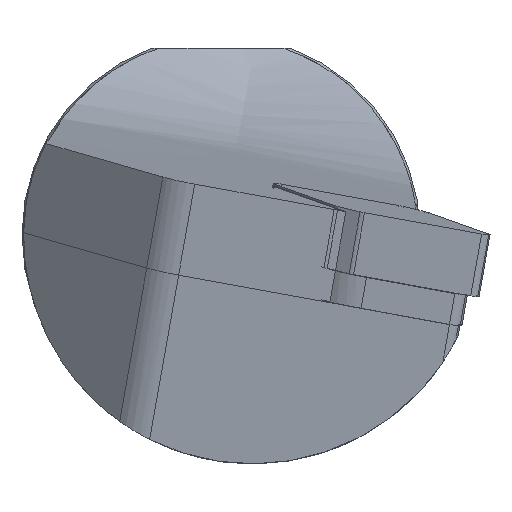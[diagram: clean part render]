
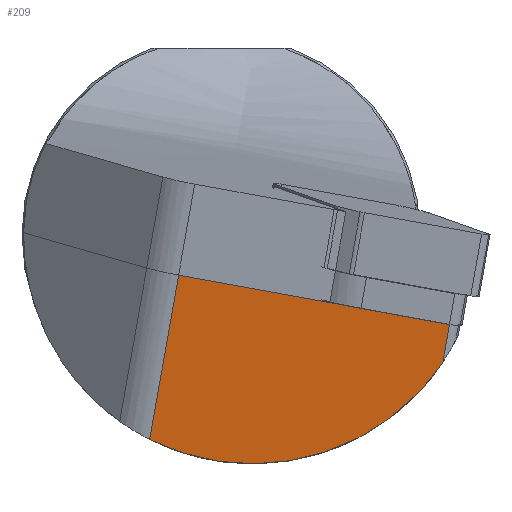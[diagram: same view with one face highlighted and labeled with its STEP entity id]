
A CAD part, left-side view. The second image highlights one B-rep face of the part: STEP entity #209.
In plain terms, the highlighted planar face has unit normal (-0.993, 0.069, -0.094).
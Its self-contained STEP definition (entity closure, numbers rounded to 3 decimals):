
#200=ELLIPSE('',#1147,23.158,23.);
#209=ADVANCED_FACE('',(#295),#264,.F.);
#264=PLANE('',#1152);
#295=FACE_OUTER_BOUND('',#352,.T.);
#352=EDGE_LOOP('',(#575,#576,#577,#578,#579,#580));
#408=LINE('',#1536,#481);
#411=LINE('',#1591,#484);
#412=LINE('',#1593,#485);
#413=LINE('',#1594,#486);
#414=LINE('',#1596,#487);
#481=VECTOR('',#1252,1.);
#484=VECTOR('',#1277,1.);
#485=VECTOR('',#1280,1.);
#486=VECTOR('',#1281,1.);
#487=VECTOR('',#1282,1.);
#575=ORIENTED_EDGE('',*,*,#967,.F.);
#576=ORIENTED_EDGE('',*,*,#966,.T.);
#577=ORIENTED_EDGE('',*,*,#961,.T.);
#578=ORIENTED_EDGE('',*,*,#968,.F.);
#579=ORIENTED_EDGE('',*,*,#969,.F.);
#580=ORIENTED_EDGE('',*,*,#951,.F.);
#854=VERTEX_POINT('',#1533);
#855=VERTEX_POINT('',#1535);
#864=VERTEX_POINT('',#1577);
#865=VERTEX_POINT('',#1579);
#868=VERTEX_POINT('',#1589);
#869=VERTEX_POINT('',#1595);
#951=EDGE_CURVE('',#855,#854,#408,.T.);
#961=EDGE_CURVE('',#865,#864,#200,.T.);
#966=EDGE_CURVE('',#868,#865,#411,.T.);
#967=EDGE_CURVE('',#868,#855,#412,.T.);
#968=EDGE_CURVE('',#869,#864,#413,.T.);
#969=EDGE_CURVE('',#854,#869,#414,.T.);
#1147=AXIS2_PLACEMENT_3D('',#1578,#1268,#1269);
#1152=AXIS2_PLACEMENT_3D('',#1597,#1283,#1284);
#1252=DIRECTION('',(-0.051,-0.983,-0.179));
#1268=DIRECTION('',(-0.993,0.069,-0.094));
#1269=DIRECTION('',(-0.117,-0.589,0.8));
#1277=DIRECTION('',(0.105,0.173,-0.979));
#1280=DIRECTION('',(-0.051,-0.983,-0.179));
#1281=DIRECTION('',(0.105,0.173,-0.979));
#1282=DIRECTION('',(-0.051,-0.983,-0.179));
#1283=DIRECTION('',(0.993,-0.069,0.094));
#1284=DIRECTION('',(0.094,0.,-0.996));
#1533=CARTESIAN_POINT('',(-230.928,2.461,-7.122));
#1535=CARTESIAN_POINT('',(-230.841,4.12,-6.82));
#1536=CARTESIAN_POINT('',(-230.045,19.302,-4.058));
#1577=CARTESIAN_POINT('',(-231.067,-7.238,-12.799));
#1578=CARTESIAN_POINT('',(-230.944,11.881,-0.014));
#1579=CARTESIAN_POINT('',(-228.284,22.212,-20.563));
#1589=CARTESIAN_POINT('',(-230.045,19.302,-4.058));
#1591=CARTESIAN_POINT('',(-281.24,-65.279,475.623));
#1593=CARTESIAN_POINT('',(-230.045,19.302,-4.058));
#1594=CARTESIAN_POINT('',(-282.666,-92.487,470.674));
#1595=CARTESIAN_POINT('',(-231.471,-7.907,-9.008));
#1596=CARTESIAN_POINT('',(-230.045,19.302,-4.058));
#1597=CARTESIAN_POINT('',(-281.24,-65.279,475.623));
